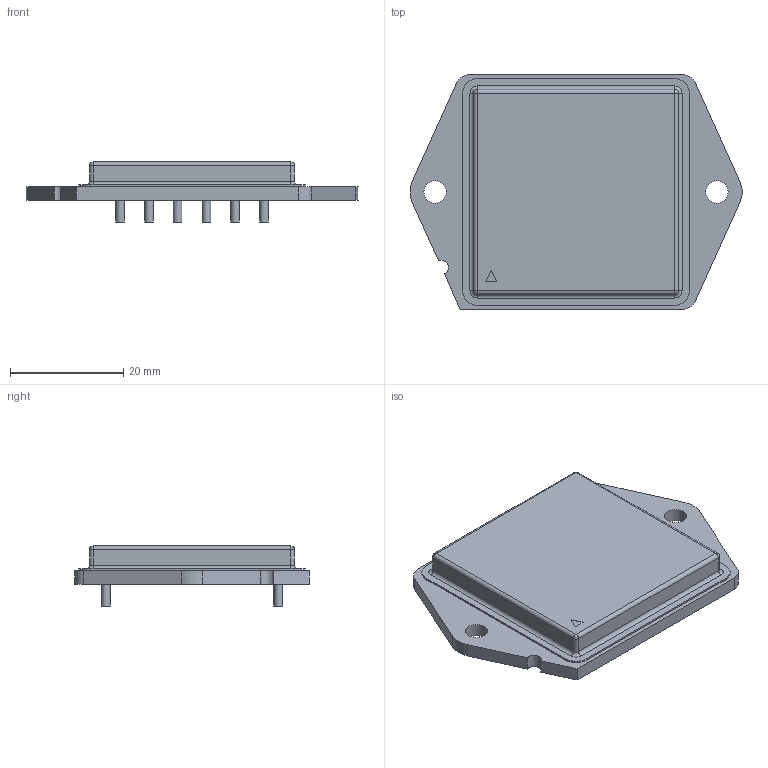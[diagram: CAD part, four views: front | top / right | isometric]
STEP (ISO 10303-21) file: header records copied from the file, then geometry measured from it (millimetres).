
FILE_DESCRIPTION(/* description */ (''),/* implementation_level */ '2;1');
FILE_NAME(/* name */ 'APEX_CR.stp',/* time_stamp */ '2015-04-01T11:13:31+02:00',/* author */ ('admchouv'),/* organization */ (''),/* preprocessor_version */ 'ST-DEVELOPER v15.5',/* originating_system */ 'AutoCAD Mechanical',/* authorisation */ '');
FILE_SCHEMA (('AUTOMOTIVE_DESIGN { 1 0 10303 214 3 1 1 }'));
Length unit declared in the file: millimetre
Products named in the file (1): Product
Bounding box: 58.63 x 41.4 x 10.6 mm (x, y, z)
Volume: 10880.3 mm3; surface area: 8774.6 mm2
Topology: 27 solids, 27 shells, 157 faces, 247 edges, 158 vertices
Faces by surface type: plane 89, cylinder 60, torus 4, sphere 4
Full cylindrical faces by diameter (mm): 1.52 x12, 3.05 x24, 3.96 x2
Entity records: 3403 total; most frequent: DIRECTION 649, CARTESIAN_POINT 525, ORIENTED_EDGE 418, AXIS2_PLACEMENT_3D 282, EDGE_LOOP 213, EDGE_CURVE 209, VERTEX_POINT 158, FACE_OUTER_BOUND 157
